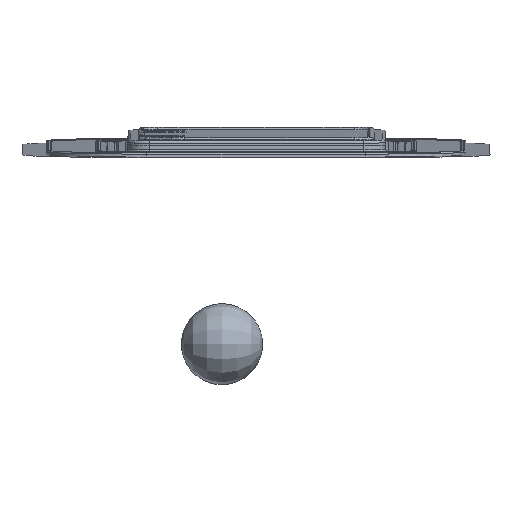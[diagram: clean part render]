
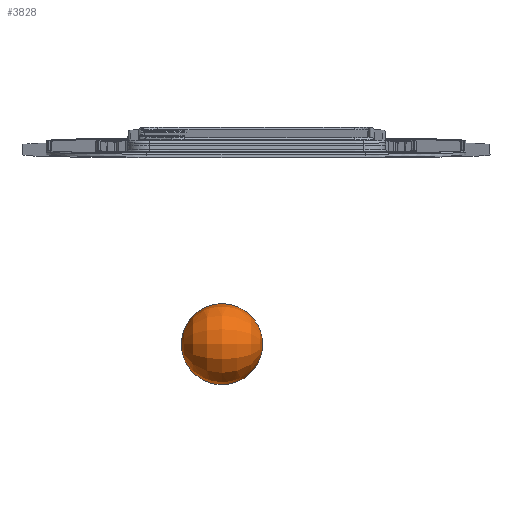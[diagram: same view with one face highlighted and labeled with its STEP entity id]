
A CAD part, left-side view. The second image highlights one B-rep face of the part: STEP entity #3828.
In plain terms, the highlighted free-form (B-spline) face has degree [2, 2] with [5, 5] control points.
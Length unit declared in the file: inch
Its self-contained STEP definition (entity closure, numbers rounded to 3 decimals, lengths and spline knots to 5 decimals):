
#3828=ADVANCED_FACE('',(#4090),#8645,.T.);
#4090=FACE_OUTER_BOUND('',#4352,.T.);
#4352=EDGE_LOOP('',(#4624,#4625));
#4624=ORIENTED_EDGE('',*,*,#5848,.T.);
#4625=ORIENTED_EDGE('',*,*,#5849,.F.);
#5848=EDGE_CURVE('',#7420,#7421,#7072,.T.);
#5849=EDGE_CURVE('',#7420,#7421,#7073,.T.);
#7072=(
BOUNDED_CURVE()
B_SPLINE_CURVE(2,(#8974,#8975,#8976,#8977,#8978),.UNSPECIFIED.,.F.,.F.)
B_SPLINE_CURVE_WITH_KNOTS((3,2,3),(-5.89992,0.,5.89992),
 .UNSPECIFIED.)
CURVE()
GEOMETRIC_REPRESENTATION_ITEM()
RATIONAL_B_SPLINE_CURVE((1.,0.707,1.,0.707,1.))
REPRESENTATION_ITEM('')
);
#7073=(
BOUNDED_CURVE()
B_SPLINE_CURVE(2,(#8979,#8980,#8981,#8982,#8983),.UNSPECIFIED.,.F.,.F.)
B_SPLINE_CURVE_WITH_KNOTS((3,2,3),(-5.89992,0.,5.89992),
 .UNSPECIFIED.)
CURVE()
GEOMETRIC_REPRESENTATION_ITEM()
RATIONAL_B_SPLINE_CURVE((1.,0.707,1.,0.707,1.))
REPRESENTATION_ITEM('')
);
#7420=VERTEX_POINT('',#8972);
#7421=VERTEX_POINT('',#8973);
#8645=(
BOUNDED_SURFACE()
B_SPLINE_SURFACE(2,2,((#8947,#8948,#8949,#8950,#8951),(#8952,#8953,#8954,
#8955,#8956),(#8957,#8958,#8959,#8960,#8961),(#8962,#8963,#8964,#8965,#8966),
(#8967,#8968,#8969,#8970,#8971)),.UNSPECIFIED.,.F.,.F.,.F.)
B_SPLINE_SURFACE_WITH_KNOTS((3,2,3),(3,2,3),(11.79985,17.69977,
23.59969),(-5.89992,0.,5.89992),.UNSPECIFIED.)
GEOMETRIC_REPRESENTATION_ITEM()
RATIONAL_B_SPLINE_SURFACE(((1.,0.707,1.,0.707,1.),
(0.707,0.5,0.707,0.5,0.707),(1.,0.707,
1.,0.707,1.),(0.707,0.5,0.707,0.5,0.707),
(1.,0.707,1.,0.707,1.)))
REPRESENTATION_ITEM('')
SURFACE()
);
#8947=CARTESIAN_POINT('',(136.89201,-40.01895,20.87668));
#8948=CARTESIAN_POINT('',(136.89201,-40.01895,24.63269));
#8949=CARTESIAN_POINT('',(136.89201,-43.77496,24.63269));
#8950=CARTESIAN_POINT('',(136.89201,-47.53096,24.63269));
#8951=CARTESIAN_POINT('',(136.89201,-47.53096,20.87668));
#8952=CARTESIAN_POINT('',(136.89201,-40.01895,20.87668));
#8953=CARTESIAN_POINT('',(133.136,-40.01895,24.63269));
#8954=CARTESIAN_POINT('',(133.136,-43.77496,24.63269));
#8955=CARTESIAN_POINT('',(133.136,-47.53096,24.63269));
#8956=CARTESIAN_POINT('',(136.89201,-47.53096,20.87668));
#8957=CARTESIAN_POINT('',(136.89201,-40.01895,20.87668));
#8958=CARTESIAN_POINT('',(133.136,-40.01895,20.87668));
#8959=CARTESIAN_POINT('',(133.136,-43.77496,20.87668));
#8960=CARTESIAN_POINT('',(133.136,-47.53096,20.87668));
#8961=CARTESIAN_POINT('',(136.89201,-47.53096,20.87668));
#8962=CARTESIAN_POINT('',(136.89201,-40.01895,20.87668));
#8963=CARTESIAN_POINT('',(133.136,-40.01895,17.12068));
#8964=CARTESIAN_POINT('',(133.136,-43.77496,17.12068));
#8965=CARTESIAN_POINT('',(133.136,-47.53096,17.12068));
#8966=CARTESIAN_POINT('',(136.89201,-47.53096,20.87668));
#8967=CARTESIAN_POINT('',(136.89201,-40.01895,20.87668));
#8968=CARTESIAN_POINT('',(136.89201,-40.01895,17.12068));
#8969=CARTESIAN_POINT('',(136.89201,-43.77496,17.12068));
#8970=CARTESIAN_POINT('',(136.89201,-47.53096,17.12068));
#8971=CARTESIAN_POINT('',(136.89201,-47.53096,20.87668));
#8972=CARTESIAN_POINT('',(136.89201,-40.01895,20.87668));
#8973=CARTESIAN_POINT('',(136.89201,-47.53096,20.87668));
#8974=CARTESIAN_POINT('',(136.89201,-40.01895,20.87668));
#8975=CARTESIAN_POINT('',(136.89201,-40.01895,17.12068));
#8976=CARTESIAN_POINT('',(136.89201,-43.77496,17.12068));
#8977=CARTESIAN_POINT('',(136.89201,-47.53096,17.12068));
#8978=CARTESIAN_POINT('',(136.89201,-47.53096,20.87668));
#8979=CARTESIAN_POINT('',(136.89201,-40.01895,20.87668));
#8980=CARTESIAN_POINT('',(136.89201,-40.01895,24.63269));
#8981=CARTESIAN_POINT('',(136.89201,-43.77496,24.63269));
#8982=CARTESIAN_POINT('',(136.89201,-47.53096,24.63269));
#8983=CARTESIAN_POINT('',(136.89201,-47.53096,20.87668));
